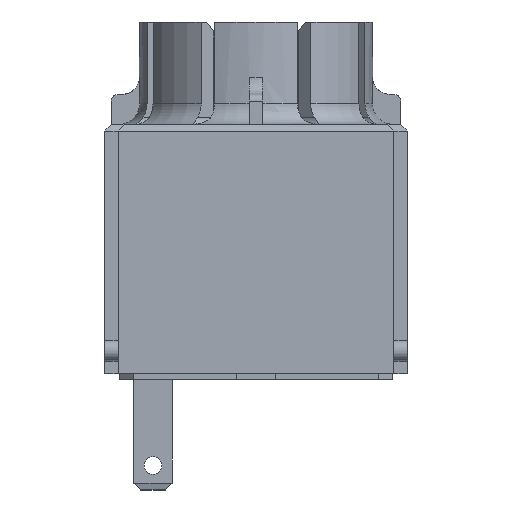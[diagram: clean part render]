
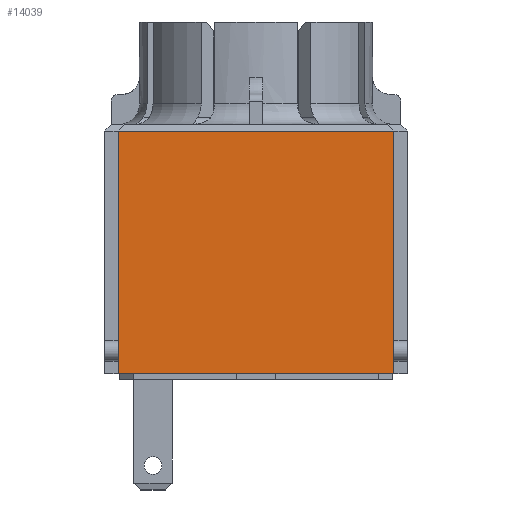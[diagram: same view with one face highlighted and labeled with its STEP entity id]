
A CAD part, front view. The second image highlights one B-rep face of the part: STEP entity #14039.
In plain terms, the highlighted planar face has unit normal (0, -1, 0).
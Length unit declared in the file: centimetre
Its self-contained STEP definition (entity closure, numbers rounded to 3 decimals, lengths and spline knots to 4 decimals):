
#1310=FACE_OUTER_BOUND($,#2047,.T.);
#2047=EDGE_LOOP($,(#10276,#10277,#10278,#10279,#10280,#10281));
#3080=LINE($,#19919,#4451);
#3116=LINE($,#19994,#4487);
#3117=LINE($,#19997,#4488);
#3121=LINE($,#20027,#4492);
#3122=LINE($,#20028,#4493);
#3165=LINE($,#20134,#4536);
#4451=VECTOR($,#16347,2.02);
#4487=VECTOR($,#16419,1.611);
#4488=VECTOR($,#16422,0.169);
#4492=VECTOR($,#16468,0.169);
#4493=VECTOR($,#16469,1.611);
#4536=VECTOR($,#16592,2.02);
#5775=VERTEX_POINT($,#19911);
#5777=VERTEX_POINT($,#19917);
#5798=VERTEX_POINT($,#19993);
#5799=VERTEX_POINT($,#19996);
#5801=VERTEX_POINT($,#20014);
#5804=VERTEX_POINT($,#20025);
#7343=EDGE_CURVE($,#5777,#5775,#3080,.T.);
#7381=EDGE_CURVE($,#5798,#5775,#3116,.T.);
#7383=EDGE_CURVE($,#5799,#5798,#3117,.T.);
#7395=EDGE_CURVE($,#5804,#5801,#3121,.T.);
#7396=EDGE_CURVE($,#5801,#5777,#3122,.T.);
#7447=EDGE_CURVE($,#5804,#5799,#3165,.T.);
#10276=ORIENTED_EDGE($,*,*,#7343,.F.);
#10277=ORIENTED_EDGE($,*,*,#7396,.F.);
#10278=ORIENTED_EDGE($,*,*,#7395,.F.);
#10279=ORIENTED_EDGE($,*,*,#7447,.T.);
#10280=ORIENTED_EDGE($,*,*,#7383,.T.);
#10281=ORIENTED_EDGE($,*,*,#7381,.T.);
#12835=PLANE($,#14879);
#14039=ADVANCED_FACE($,(#1310),#12835,.T.);
#14879=AXIS2_PLACEMENT_3D($,#20169,#16630,#16631);
#16347=DIRECTION($,(1.,0.,0.));
#16419=DIRECTION($,(0.,0.,1.));
#16422=DIRECTION($,(0.,0.,1.));
#16468=DIRECTION($,(0.,0.,1.));
#16469=DIRECTION($,(0.,0.,1.));
#16592=DIRECTION($,(1.,0.,0.));
#16630=DIRECTION('center_axis',(0.,-1.,0.));
#16631=DIRECTION('ref_axis',(0.,0.,
-1.));
#19911=CARTESIAN_POINT('',(0.4591,0.1617,1.2537));
#19917=CARTESIAN_POINT('',(-1.5609,0.1617,1.2537));
#19919=CARTESIAN_POINT($,(-0.5509,0.1617,1.2537));
#19993=CARTESIAN_POINT('',(0.4591,0.1617,-0.3573));
#19994=CARTESIAN_POINT($,(0.4591,0.1617,-0.5263));
#19996=CARTESIAN_POINT('',(0.4591,0.1617,-0.5263));
#19997=CARTESIAN_POINT($,(0.4591,0.1617,-0.5263));
#20014=CARTESIAN_POINT('',(-1.5609,0.1617,-0.3573));
#20025=CARTESIAN_POINT('',(-1.5609,0.1617,-0.5263));
#20027=CARTESIAN_POINT($,(-1.5609,0.1617,-0.5263));
#20028=CARTESIAN_POINT($,(-1.5609,0.1617,-0.5263));
#20134=CARTESIAN_POINT($,(-1.5609,0.1617,-0.5263));
#20169=CARTESIAN_POINT('Origin',(-0.5509,0.1617,-0.5263));
